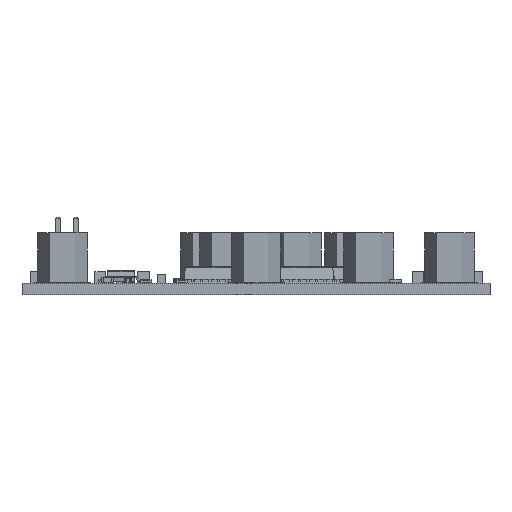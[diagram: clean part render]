
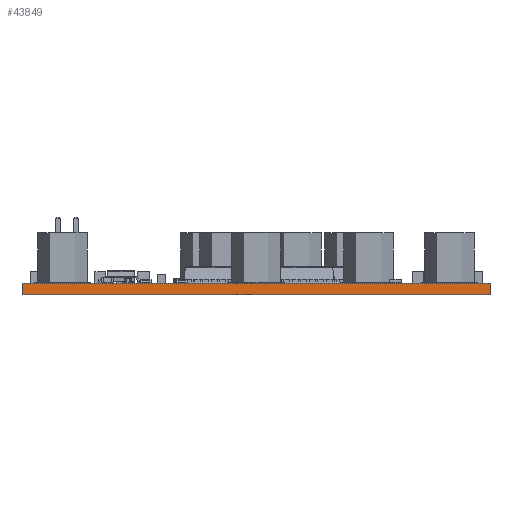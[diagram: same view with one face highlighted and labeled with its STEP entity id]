
A CAD part, front view. The second image highlights one B-rep face of the part: STEP entity #43849.
In plain terms, the highlighted planar face has unit normal (0, -1, 0).
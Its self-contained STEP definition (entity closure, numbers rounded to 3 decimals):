
#43230 = PLANE('',#43231);
#43231 = AXIS2_PLACEMENT_3D('',#43232,#43233,#43234);
#43232 = CARTESIAN_POINT('',(68.58,-129.54,0.));
#43233 = DIRECTION('',(-1.,0.,0.));
#43234 = DIRECTION('',(0.,1.,0.));
#43258 = PLANE('',#43259);
#43259 = AXIS2_PLACEMENT_3D('',#43260,#43261,#43262);
#43260 = CARTESIAN_POINT('',(101.6,-93.663,1.6));
#43261 = DIRECTION('',(0.,0.,-1.));
#43262 = DIRECTION('',(-1.,0.,0.));
#43286 = PLANE('',#43287);
#43287 = AXIS2_PLACEMENT_3D('',#43288,#43289,#43290);
#43288 = CARTESIAN_POINT('',(134.62,-57.785,0.));
#43289 = DIRECTION('',(1.,0.,0.));
#43290 = DIRECTION('',(0.,-1.,0.));
#43312 = PLANE('',#43313);
#43313 = AXIS2_PLACEMENT_3D('',#43314,#43315,#43316);
#43314 = CARTESIAN_POINT('',(101.6,-93.663,0.));
#43315 = DIRECTION('',(0.,0.,-1.));
#43316 = DIRECTION('',(-1.,0.,0.));
#43327 = EDGE_CURVE('',#43328,#43330,#43332,.T.);
#43328 = VERTEX_POINT('',#43329);
#43329 = CARTESIAN_POINT('',(68.58,-129.54,0.));
#43330 = VERTEX_POINT('',#43331);
#43331 = CARTESIAN_POINT('',(68.58,-129.54,1.6));
#43332 = SURFACE_CURVE('',#43333,(#43337,#43344),.PCURVE_S1.);
#43333 = LINE('',#43334,#43335);
#43334 = CARTESIAN_POINT('',(68.58,-129.54,0.));
#43335 = VECTOR('',#43336,1.);
#43336 = DIRECTION('',(0.,0.,1.));
#43337 = PCURVE('',#43230,#43338);
#43338 = DEFINITIONAL_REPRESENTATION('',(#43339),#43343);
#43339 = LINE('',#43340,#43341);
#43340 = CARTESIAN_POINT('',(0.,0.));
#43341 = VECTOR('',#43342,1.);
#43342 = DIRECTION('',(0.,-1.));
#43343 = ( GEOMETRIC_REPRESENTATION_CONTEXT(2) 
PARAMETRIC_REPRESENTATION_CONTEXT() REPRESENTATION_CONTEXT('2D SPACE',''
  ) );
#43344 = PCURVE('',#43345,#43350);
#43345 = PLANE('',#43346);
#43346 = AXIS2_PLACEMENT_3D('',#43347,#43348,#43349);
#43347 = CARTESIAN_POINT('',(134.62,-129.54,0.));
#43348 = DIRECTION('',(0.,-1.,0.));
#43349 = DIRECTION('',(-1.,0.,0.));
#43350 = DEFINITIONAL_REPRESENTATION('',(#43351),#43355);
#43351 = LINE('',#43352,#43353);
#43352 = CARTESIAN_POINT('',(66.04,0.));
#43353 = VECTOR('',#43354,1.);
#43354 = DIRECTION('',(0.,-1.));
#43355 = ( GEOMETRIC_REPRESENTATION_CONTEXT(2) 
PARAMETRIC_REPRESENTATION_CONTEXT() REPRESENTATION_CONTEXT('2D SPACE',''
  ) );
#43405 = VERTEX_POINT('',#43406);
#43406 = CARTESIAN_POINT('',(134.62,-129.54,1.6));
#43427 = EDGE_CURVE('',#43428,#43405,#43430,.T.);
#43428 = VERTEX_POINT('',#43429);
#43429 = CARTESIAN_POINT('',(134.62,-129.54,0.));
#43430 = SURFACE_CURVE('',#43431,(#43435,#43442),.PCURVE_S1.);
#43431 = LINE('',#43432,#43433);
#43432 = CARTESIAN_POINT('',(134.62,-129.54,0.));
#43433 = VECTOR('',#43434,1.);
#43434 = DIRECTION('',(0.,0.,1.));
#43435 = PCURVE('',#43286,#43436);
#43436 = DEFINITIONAL_REPRESENTATION('',(#43437),#43441);
#43437 = LINE('',#43438,#43439);
#43438 = CARTESIAN_POINT('',(71.755,0.));
#43439 = VECTOR('',#43440,1.);
#43440 = DIRECTION('',(0.,-1.));
#43441 = ( GEOMETRIC_REPRESENTATION_CONTEXT(2) 
PARAMETRIC_REPRESENTATION_CONTEXT() REPRESENTATION_CONTEXT('2D SPACE',''
  ) );
#43442 = PCURVE('',#43345,#43443);
#43443 = DEFINITIONAL_REPRESENTATION('',(#43444),#43448);
#43444 = LINE('',#43445,#43446);
#43445 = CARTESIAN_POINT('',(0.,0.));
#43446 = VECTOR('',#43447,1.);
#43447 = DIRECTION('',(0.,-1.));
#43448 = ( GEOMETRIC_REPRESENTATION_CONTEXT(2) 
PARAMETRIC_REPRESENTATION_CONTEXT() REPRESENTATION_CONTEXT('2D SPACE',''
  ) );
#43476 = EDGE_CURVE('',#43428,#43328,#43477,.T.);
#43477 = SURFACE_CURVE('',#43478,(#43482,#43489),.PCURVE_S1.);
#43478 = LINE('',#43479,#43480);
#43479 = CARTESIAN_POINT('',(134.62,-129.54,0.));
#43480 = VECTOR('',#43481,1.);
#43481 = DIRECTION('',(-1.,0.,0.));
#43482 = PCURVE('',#43312,#43483);
#43483 = DEFINITIONAL_REPRESENTATION('',(#43484),#43488);
#43484 = LINE('',#43485,#43486);
#43485 = CARTESIAN_POINT('',(-33.02,-35.878));
#43486 = VECTOR('',#43487,1.);
#43487 = DIRECTION('',(1.,0.));
#43488 = ( GEOMETRIC_REPRESENTATION_CONTEXT(2) 
PARAMETRIC_REPRESENTATION_CONTEXT() REPRESENTATION_CONTEXT('2D SPACE',''
  ) );
#43489 = PCURVE('',#43345,#43490);
#43490 = DEFINITIONAL_REPRESENTATION('',(#43491),#43495);
#43491 = LINE('',#43492,#43493);
#43492 = CARTESIAN_POINT('',(0.,0.));
#43493 = VECTOR('',#43494,1.);
#43494 = DIRECTION('',(1.,0.));
#43495 = ( GEOMETRIC_REPRESENTATION_CONTEXT(2) 
PARAMETRIC_REPRESENTATION_CONTEXT() REPRESENTATION_CONTEXT('2D SPACE',''
  ) );
#43678 = EDGE_CURVE('',#43405,#43330,#43679,.T.);
#43679 = SURFACE_CURVE('',#43680,(#43684,#43691),.PCURVE_S1.);
#43680 = LINE('',#43681,#43682);
#43681 = CARTESIAN_POINT('',(134.62,-129.54,1.6));
#43682 = VECTOR('',#43683,1.);
#43683 = DIRECTION('',(-1.,0.,0.));
#43684 = PCURVE('',#43258,#43685);
#43685 = DEFINITIONAL_REPRESENTATION('',(#43686),#43690);
#43686 = LINE('',#43687,#43688);
#43687 = CARTESIAN_POINT('',(-33.02,-35.878));
#43688 = VECTOR('',#43689,1.);
#43689 = DIRECTION('',(1.,0.));
#43690 = ( GEOMETRIC_REPRESENTATION_CONTEXT(2) 
PARAMETRIC_REPRESENTATION_CONTEXT() REPRESENTATION_CONTEXT('2D SPACE',''
  ) );
#43691 = PCURVE('',#43345,#43692);
#43692 = DEFINITIONAL_REPRESENTATION('',(#43693),#43697);
#43693 = LINE('',#43694,#43695);
#43694 = CARTESIAN_POINT('',(0.,-1.6));
#43695 = VECTOR('',#43696,1.);
#43696 = DIRECTION('',(1.,0.));
#43697 = ( GEOMETRIC_REPRESENTATION_CONTEXT(2) 
PARAMETRIC_REPRESENTATION_CONTEXT() REPRESENTATION_CONTEXT('2D SPACE',''
  ) );
#43849 = ADVANCED_FACE('',(#43850),#43345,.T.);
#43850 = FACE_BOUND('',#43851,.T.);
#43851 = EDGE_LOOP('',(#43852,#43853,#43854,#43855));
#43852 = ORIENTED_EDGE('',*,*,#43427,.T.);
#43853 = ORIENTED_EDGE('',*,*,#43678,.T.);
#43854 = ORIENTED_EDGE('',*,*,#43327,.F.);
#43855 = ORIENTED_EDGE('',*,*,#43476,.F.);
